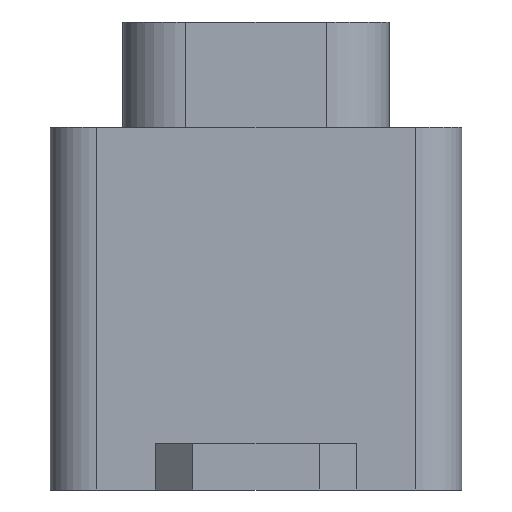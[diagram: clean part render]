
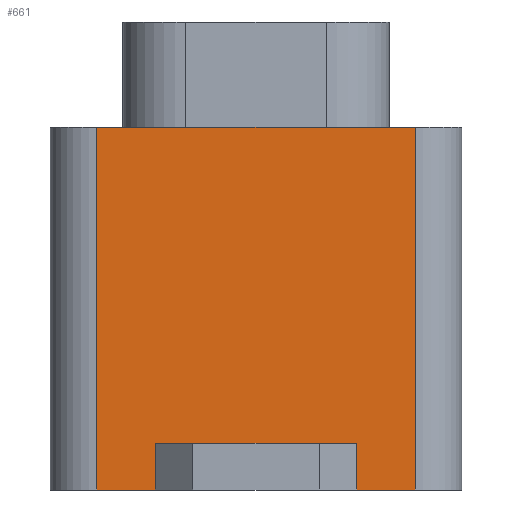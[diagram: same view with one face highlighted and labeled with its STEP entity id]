
A CAD part, front view. The second image highlights one B-rep face of the part: STEP entity #661.
In plain terms, the highlighted planar face has unit normal (0, -1, 0).
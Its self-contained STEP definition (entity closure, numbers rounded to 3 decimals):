
#143 = VERTEX_POINT('',#144);
#144 = CARTESIAN_POINT('',(3.4,-2.75,0.));
#151 = EDGE_CURVE('',#143,#152,#154,.T.);
#152 = VERTEX_POINT('',#153);
#153 = CARTESIAN_POINT('',(2.15,-2.75,0.));
#154 = LINE('',#155,#156);
#155 = CARTESIAN_POINT('',(3.4,-2.75,0.));
#156 = VECTOR('',#157,1.);
#157 = DIRECTION('',(-1.,0.,0.));
#176 = VERTEX_POINT('',#177);
#177 = CARTESIAN_POINT('',(-2.15,-2.75,0.));
#183 = EDGE_CURVE('',#176,#184,#186,.T.);
#184 = VERTEX_POINT('',#185);
#185 = CARTESIAN_POINT('',(-3.4,-2.75,0.));
#186 = LINE('',#187,#188);
#187 = CARTESIAN_POINT('',(3.4,-2.75,0.));
#188 = VECTOR('',#189,1.);
#189 = DIRECTION('',(-1.,0.,0.));
#345 = VERTEX_POINT('',#346);
#346 = CARTESIAN_POINT('',(-3.4,-2.75,7.75));
#353 = EDGE_CURVE('',#354,#345,#356,.T.);
#354 = VERTEX_POINT('',#355);
#355 = CARTESIAN_POINT('',(3.4,-2.75,7.75));
#356 = LINE('',#357,#358);
#357 = CARTESIAN_POINT('',(1.7,-2.75,7.75));
#358 = VECTOR('',#359,1.);
#359 = DIRECTION('',(-1.,0.,0.));
#441 = EDGE_CURVE('',#184,#345,#442,.T.);
#442 = LINE('',#443,#444);
#443 = CARTESIAN_POINT('',(-3.4,-2.75,0.));
#444 = VECTOR('',#445,1.);
#445 = DIRECTION('',(0.,0.,1.));
#649 = EDGE_CURVE('',#143,#354,#650,.T.);
#650 = LINE('',#651,#652);
#651 = CARTESIAN_POINT('',(3.4,-2.75,0.));
#652 = VECTOR('',#653,1.);
#653 = DIRECTION('',(0.,0.,1.));
#661 = ADVANCED_FACE('',(#662),#691,.T.);
#662 = FACE_BOUND('',#663,.T.);
#663 = EDGE_LOOP('',(#664,#665,#666,#667,#668,#669,#677,#685));
#664 = ORIENTED_EDGE('',*,*,#151,.F.);
#665 = ORIENTED_EDGE('',*,*,#649,.T.);
#666 = ORIENTED_EDGE('',*,*,#353,.T.);
#667 = ORIENTED_EDGE('',*,*,#441,.F.);
#668 = ORIENTED_EDGE('',*,*,#183,.F.);
#669 = ORIENTED_EDGE('',*,*,#670,.T.);
#670 = EDGE_CURVE('',#176,#671,#673,.T.);
#671 = VERTEX_POINT('',#672);
#672 = CARTESIAN_POINT('',(-2.15,-2.75,1.));
#673 = LINE('',#674,#675);
#674 = CARTESIAN_POINT('',(-2.15,-2.75,0.));
#675 = VECTOR('',#676,1.);
#676 = DIRECTION('',(0.,0.,1.));
#677 = ORIENTED_EDGE('',*,*,#678,.T.);
#678 = EDGE_CURVE('',#671,#679,#681,.T.);
#679 = VERTEX_POINT('',#680);
#680 = CARTESIAN_POINT('',(2.15,-2.75,1.));
#681 = LINE('',#682,#683);
#682 = CARTESIAN_POINT('',(-2.15,-2.75,1.));
#683 = VECTOR('',#684,1.);
#684 = DIRECTION('',(1.,0.,0.));
#685 = ORIENTED_EDGE('',*,*,#686,.F.);
#686 = EDGE_CURVE('',#152,#679,#687,.T.);
#687 = LINE('',#688,#689);
#688 = CARTESIAN_POINT('',(2.15,-2.75,0.));
#689 = VECTOR('',#690,1.);
#690 = DIRECTION('',(0.,0.,1.));
#691 = PLANE('',#692);
#692 = AXIS2_PLACEMENT_3D('',#693,#694,#695);
#693 = CARTESIAN_POINT('',(3.4,-2.75,0.));
#694 = DIRECTION('',(0.,-1.,0.));
#695 = DIRECTION('',(-1.,0.,0.));
